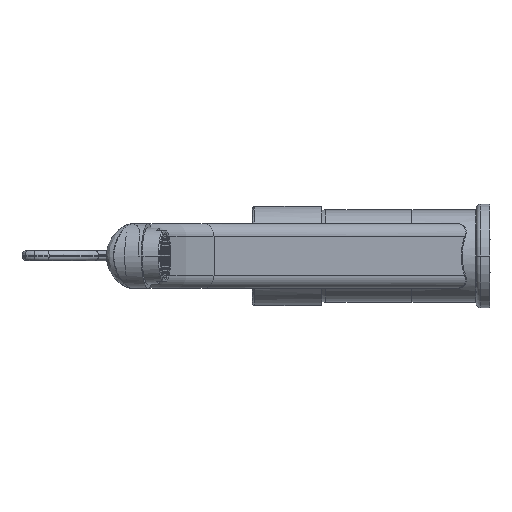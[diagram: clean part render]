
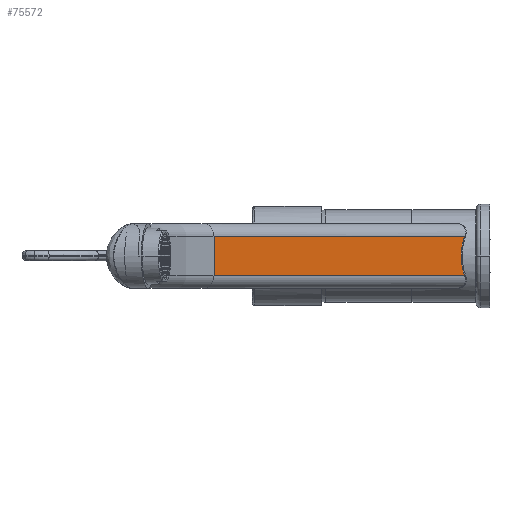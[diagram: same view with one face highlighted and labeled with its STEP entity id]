
A CAD part, left-side view. The second image highlights one B-rep face of the part: STEP entity #75572.
In plain terms, the highlighted planar face has unit normal (-0.616, -0.788, 0).
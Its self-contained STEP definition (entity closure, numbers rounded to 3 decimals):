
#60357=DIRECTION('',(0.,0.,1.));
#60358=VECTOR('',#60357,17.);
#60359=CARTESIAN_POINT('',(-157.31,99.786,-8.5));
#60360=LINE('',#60359,#60358);
#60803=CARTESIAN_POINT('',(-18.347,-8.783,
8.5));
#60804=CARTESIAN_POINT('',(-18.437,-8.713,
8.302));
#60805=CARTESIAN_POINT('',(-18.611,-8.578,
7.904));
#60806=CARTESIAN_POINT('',(-18.85,-8.391,
7.306));
#60807=CARTESIAN_POINT('',(-19.068,-8.22,
6.705));
#60808=CARTESIAN_POINT('',(-19.267,-8.065,
6.101));
#60809=CARTESIAN_POINT('',(-19.445,-7.925,
5.496));
#60810=CARTESIAN_POINT('',(-19.604,-7.801,
4.889));
#60811=CARTESIAN_POINT('',(-19.744,-7.692,
4.28));
#60812=CARTESIAN_POINT('',(-19.864,-7.598,
3.671));
#60813=CARTESIAN_POINT('',(-19.966,-7.519,
3.061));
#60814=CARTESIAN_POINT('',(-20.048,-7.454,
2.449));
#60815=CARTESIAN_POINT('',(-20.113,-7.404,
1.837));
#60816=CARTESIAN_POINT('',(-20.159,-7.368,
1.225));
#60817=CARTESIAN_POINT('',(-20.186,-7.347,
0.612));
#60818=CARTESIAN_POINT('',(-20.195,-7.339,
0.));
#60819=CARTESIAN_POINT('',(-20.186,-7.347,
-0.612));
#60820=CARTESIAN_POINT('',(-20.159,-7.368,
-1.225));
#60821=CARTESIAN_POINT('',(-20.113,-7.404,
-1.837));
#60822=CARTESIAN_POINT('',(-20.048,-7.454,
-2.449));
#60823=CARTESIAN_POINT('',(-19.966,-7.519,
-3.061));
#60824=CARTESIAN_POINT('',(-19.864,-7.598,
-3.671));
#60825=CARTESIAN_POINT('',(-19.744,-7.692,
-4.28));
#60826=CARTESIAN_POINT('',(-19.604,-7.801,
-4.889));
#60827=CARTESIAN_POINT('',(-19.445,-7.926,
-5.496));
#60828=CARTESIAN_POINT('',(-19.267,-8.065,
-6.102));
#60829=CARTESIAN_POINT('',(-19.068,-8.22,
-6.705));
#60830=CARTESIAN_POINT('',(-18.85,-8.391,
-7.306));
#60831=CARTESIAN_POINT('',(-18.61,-8.578,
-7.905));
#60832=CARTESIAN_POINT('',(-18.437,-8.713,
-8.302));
#60833=CARTESIAN_POINT('',(-18.347,-8.783,
-8.5));
#60835=DIRECTION('',(-0.788,0.616,0.));
#60836=VECTOR('',#60835,176.346);
#60837=CARTESIAN_POINT('',(-18.347,-8.783,
-8.5));
#60838=LINE('',#60837,#60836);
#60892=CARTESIAN_POINT('',(-18.347,-8.783,
8.5));
#60894=DIRECTION('',(-0.788,0.616,0.));
#60895=VECTOR('',#60894,176.346);
#60896=CARTESIAN_POINT('',(-18.347,-8.783,
8.5));
#60897=LINE('',#60896,#60895);
#65971=CARTESIAN_POINT('',(-157.31,99.786,-8.5));
#65972=VERTEX_POINT('',#65971);
#65973=CARTESIAN_POINT('',(-157.31,99.786,8.5));
#65974=VERTEX_POINT('',#65973);
#65995=VERTEX_POINT('',#60892);
#65997=VERTEX_POINT('',#60833);
#75560=CARTESIAN_POINT('',(-4.617,-19.51,-8.5));
#75561=DIRECTION('',(-0.616,-0.788,0.));
#75562=DIRECTION('',(0.,0.,1.));
#75563=AXIS2_PLACEMENT_3D('',#75560,#75561,#75562);
#75564=PLANE('',#75563);
#75565=ORIENTED_EDGE('',*,*,#75543,.T.);
#75566=ORIENTED_EDGE('',*,*,#75420,.T.);
#75567=ORIENTED_EDGE('',*,*,#74868,.T.);
#75569=ORIENTED_EDGE('',*,*,#75568,.F.);
#75570=EDGE_LOOP('',(#75565,#75566,#75567,#75569));
#75571=FACE_OUTER_BOUND('',#75570,.F.);
#75572=ADVANCED_FACE('',(#75571),#75564,.T.);
#60834=B_SPLINE_CURVE_WITH_KNOTS('',3,(#60803,#60804,#60805,#60806,#60807,
#60808,#60809,#60810,#60811,#60812,#60813,#60814,#60815,#60816,#60817,#60818,
#60819,#60820,#60821,#60822,#60823,#60824,#60825,#60826,#60827,#60828,#60829,
#60830,#60831,#60832,#60833),.UNSPECIFIED.,.F.,.F.,(4,1,1,1,1,1,1,1,1,1,1,1,1,1,
1,1,1,1,1,1,1,1,1,1,1,1,1,1,4),(0.,0.036,0.071,
0.107,0.143,0.179,0.214,0.25,
0.286,0.321,0.357,0.393,
0.429,0.464,0.5,0.536,0.571,
0.607,0.643,0.679,0.714,0.75,
0.786,0.821,0.857,0.893,
0.929,0.964,1.),.UNSPECIFIED.);
#74868=EDGE_CURVE('',#65972,#65974,#60360,.T.);
#75420=EDGE_CURVE('',#65997,#65972,#60838,.T.);
#75543=EDGE_CURVE('',#65995,#65997,#60834,.T.);
#75568=EDGE_CURVE('',#65995,#65974,#60897,.T.);
